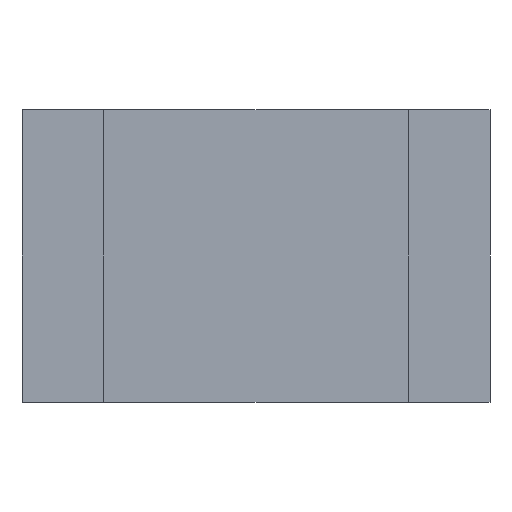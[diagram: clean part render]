
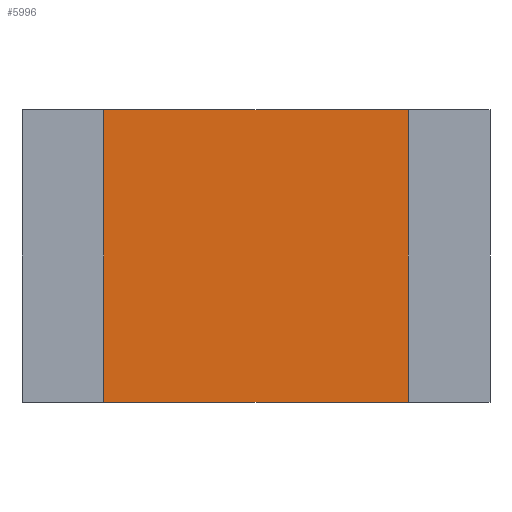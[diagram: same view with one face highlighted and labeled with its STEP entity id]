
A CAD part, front view. The second image highlights one B-rep face of the part: STEP entity #5996.
In plain terms, the highlighted planar face has unit normal (0, -1, 0).
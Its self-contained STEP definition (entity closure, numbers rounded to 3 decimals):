
#116=DIRECTION('',(-1.,0.,0.));
#117=VECTOR('',#116,1.3);
#118=CARTESIAN_POINT('',(0.65,0.01,-0.625));
#119=LINE('',#118,#117);
#137=DIRECTION('',(-1.,0.,0.));
#138=VECTOR('',#137,1.3);
#139=CARTESIAN_POINT('',(0.65,0.01,0.625));
#140=LINE('',#139,#138);
#179=DIRECTION('',(0.,0.,-1.));
#180=VECTOR('',#179,1.25);
#181=CARTESIAN_POINT('',(0.65,0.01,0.625));
#182=LINE('',#181,#180);
#186=DIRECTION('',(0.,0.,-1.));
#187=VECTOR('',#186,1.25);
#188=CARTESIAN_POINT('',(-0.65,0.01,0.625));
#189=LINE('',#188,#187);
#4922=CARTESIAN_POINT('',(0.65,0.01,0.625));
#4923=VERTEX_POINT('',#4922);
#4924=CARTESIAN_POINT('',(-0.65,0.01,0.625));
#4925=VERTEX_POINT('',#4924);
#4930=CARTESIAN_POINT('',(0.65,0.01,-0.625));
#4931=VERTEX_POINT('',#4930);
#4932=CARTESIAN_POINT('',(-0.65,0.01,-0.625));
#4933=VERTEX_POINT('',#4932);
#5984=CARTESIAN_POINT('',(0.65,0.01,0.625));
#5985=DIRECTION('',(0.,1.,0.));
#5986=DIRECTION('',(-1.,0.,0.));
#5987=AXIS2_PLACEMENT_3D('',#5984,#5985,#5986);
#5988=PLANE('',#5987);
#5989=ORIENTED_EDGE('',*,*,#5962,.F.);
#5990=ORIENTED_EDGE('',*,*,#5882,.T.);
#5991=ORIENTED_EDGE('',*,*,#5925,.T.);
#5993=ORIENTED_EDGE('',*,*,#5992,.F.);
#5994=EDGE_LOOP('',(#5989,#5990,#5991,#5993));
#5995=FACE_OUTER_BOUND('',#5994,.F.);
#5996=ADVANCED_FACE('',(#5995),#5988,.F.);
#5882=EDGE_CURVE('',#4923,#4931,#182,.T.);
#5925=EDGE_CURVE('',#4931,#4933,#119,.T.);
#5962=EDGE_CURVE('',#4923,#4925,#140,.T.);
#5992=EDGE_CURVE('',#4925,#4933,#189,.T.);
